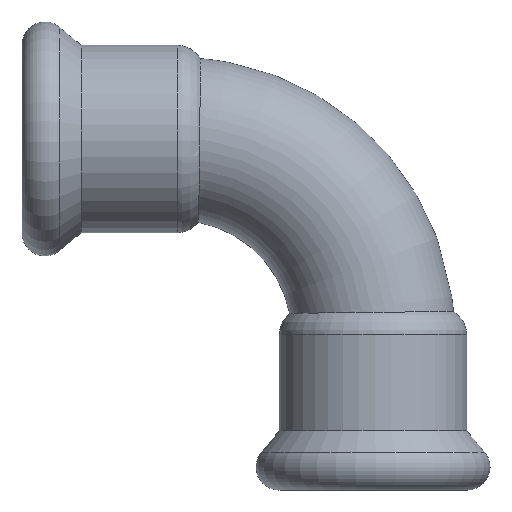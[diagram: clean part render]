
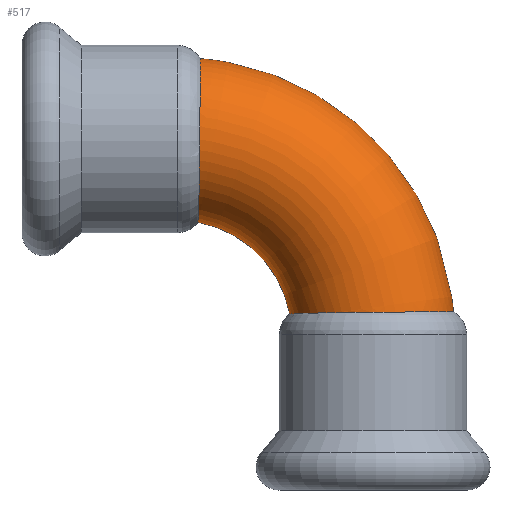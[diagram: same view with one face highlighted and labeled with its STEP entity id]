
A CAD part, front view. The second image highlights one B-rep face of the part: STEP entity #517.
In plain terms, the highlighted toroidal (fillet/blend) face has major radius 26.4 mm and minor radius 11 mm.
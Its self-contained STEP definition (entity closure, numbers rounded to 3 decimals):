
#36=B_SPLINE_CURVE_WITH_KNOTS('',3,(#780,#781,#782,#783,#784,#785,#786,
#787,#788,#789,#790,#791,#792,#793,#794,#795),.UNSPECIFIED.,.F.,.F.,(4,
2,2,2,2,2,2,4),(0.549,0.921,1.35,1.778,
2.207,2.637,3.069,3.456),
 .UNSPECIFIED.);
#37=B_SPLINE_CURVE_WITH_KNOTS('',3,(#797,#798,#799,#800,#801,#802,#803,
#804,#805,#806,#807,#808),.UNSPECIFIED.,.F.,.F.,(4,2,2,2,2,4),(-3.497,
-3.451,-3.017,-2.586,-2.161,
-1.757),.UNSPECIFIED.);
#38=B_SPLINE_CURVE_WITH_KNOTS('',3,(#809,#810,#811,#812,#813,#814,#815,
#816,#817,#818,#819,#820,#821,#822,#823,#824,#825,#826,#827),
 .UNSPECIFIED.,.F.,.F.,(4,2,2,2,2,3,2,2,4),(-1.757,-1.736,
-1.307,-0.872,-0.436,0.,0.245,
0.49,0.549),.UNSPECIFIED.);
#39=B_SPLINE_CURVE_WITH_KNOTS('',3,(#835,#836,#837,#838,#839,#840,#841,
#842,#843,#844,#845,#846,#847,#848),.UNSPECIFIED.,.F.,.F.,(4,2,2,2,2,2,
4),(-5.783,-5.604,-5.17,-4.735,
-4.302,-3.875,-3.477),.UNSPECIFIED.);
#40=B_SPLINE_CURVE_WITH_KNOTS('',3,(#850,#851,#852,#853,#854,#855,#856,
#857,#858,#859,#860,#861,#862,#863,#864,#865,#866,#867,#868,#869,#870,#871,
#872,#873,#874,#875,#876,#877,#878),.UNSPECIFIED.,.F.,.F.,(4,2,2,2,2,2,
2,2,2,3,2,2,2,4),(-3.477,-3.45,-3.022,-2.59,
-2.155,-1.72,-1.288,-0.858,
-0.428,0.,0.243,0.486,0.916,
1.169),.UNSPECIFIED.);
#66=TOROIDAL_SURFACE('',#578,26.4,11.);
#80=FACE_OUTER_BOUND('',#114,.T.);
#114=EDGE_LOOP('',(#337,#338,#339,#340,#341,#342,#343));
#173=CIRCLE('',#579,15.4);
#205=VERTEX_POINT('',#777);
#206=VERTEX_POINT('',#779);
#207=VERTEX_POINT('',#796);
#209=VERTEX_POINT('',#833);
#210=VERTEX_POINT('',#834);
#252=EDGE_CURVE('',#206,#205,#36,.F.);
#253=EDGE_CURVE('',#207,#206,#37,.F.);
#254=EDGE_CURVE('',#205,#207,#38,.F.);
#257=EDGE_CURVE('',#209,#210,#39,.T.);
#258=EDGE_CURVE('',#210,#207,#173,.T.);
#259=EDGE_CURVE('',#210,#209,#40,.T.);
#337=ORIENTED_EDGE('',*,*,#257,.T.);
#338=ORIENTED_EDGE('',*,*,#258,.T.);
#339=ORIENTED_EDGE('',*,*,#253,.T.);
#340=ORIENTED_EDGE('',*,*,#252,.T.);
#341=ORIENTED_EDGE('',*,*,#254,.T.);
#342=ORIENTED_EDGE('',*,*,#258,.F.);
#343=ORIENTED_EDGE('',*,*,#259,.T.);
#517=ADVANCED_FACE('',(#80),#66,.T.);
#578=AXIS2_PLACEMENT_3D('',#832,#651,#652);
#579=AXIS2_PLACEMENT_3D('',#849,#653,#654);
#651=DIRECTION('center_axis',(0.,-1.,0.));
#652=DIRECTION('ref_axis',(1.,0.,0.));
#653=DIRECTION('center_axis',(0.,1.,0.));
#654=DIRECTION('ref_axis',(1.,0.,0.));
#777=CARTESIAN_POINT('',(5.24,9.591,-23.358));
#779=CARTESIAN_POINT('',(-0.171,-11.,-23.402));
#780=CARTESIAN_POINT('Ctrl Pts',(5.24,9.591,-23.358));
#781=CARTESIAN_POINT('Ctrl Pts',(6.32,8.987,-23.35));
#782=CARTESIAN_POINT('Ctrl Pts',(7.291,8.206,-23.344));
#783=CARTESIAN_POINT('Ctrl Pts',(9.061,6.206,-23.334));
#784=CARTESIAN_POINT('Ctrl Pts',(9.791,4.961,-23.33));
#785=CARTESIAN_POINT('Ctrl Pts',(10.732,2.262,-23.325));
#786=CARTESIAN_POINT('Ctrl Pts',(10.934,0.834,-23.324));
#787=CARTESIAN_POINT('Ctrl Pts',(10.78,-2.019,-23.325));
#788=CARTESIAN_POINT('Ctrl Pts',(10.425,-3.418,-23.327));
#789=CARTESIAN_POINT('Ctrl Pts',(9.196,-6.003,-23.333));
#790=CARTESIAN_POINT('Ctrl Pts',(8.334,-7.164,-23.338));
#791=CARTESIAN_POINT('Ctrl Pts',(6.208,-9.096,-23.351));
#792=CARTESIAN_POINT('Ctrl Pts',(4.964,-9.845,-23.359));
#793=CARTESIAN_POINT('Ctrl Pts',(2.398,-10.776,-23.379));
#794=CARTESIAN_POINT('Ctrl Pts',(1.118,-11.,-23.389));
#795=CARTESIAN_POINT('Ctrl Pts',(-0.171,-11.,-23.402));
#796=CARTESIAN_POINT('',(-11.26,0.,-23.583));
#797=CARTESIAN_POINT('Ctrl Pts',(-0.171,-11.,-23.402));
#798=CARTESIAN_POINT('Ctrl Pts',(-0.325,-11.,-23.404));
#799=CARTESIAN_POINT('Ctrl Pts',(-0.479,-10.997,-23.405));
#800=CARTESIAN_POINT('Ctrl Pts',(-2.077,-10.93,-23.421));
#801=CARTESIAN_POINT('Ctrl Pts',(-3.497,-10.589,-23.438));
#802=CARTESIAN_POINT('Ctrl Pts',(-6.117,-9.388,-23.475));
#803=CARTESIAN_POINT('Ctrl Pts',(-7.295,-8.542,-23.495));
#804=CARTESIAN_POINT('Ctrl Pts',(-9.25,-6.462,-23.534));
#805=CARTESIAN_POINT('Ctrl Pts',(-10.015,-5.251,-23.551));
#806=CARTESIAN_POINT('Ctrl Pts',(-11.011,-2.674,-23.576));
#807=CARTESIAN_POINT('Ctrl Pts',(-11.26,-1.343,-23.583));
#808=CARTESIAN_POINT('Ctrl Pts',(-11.26,0.,
-23.583));
#809=CARTESIAN_POINT('Ctrl Pts',(-11.26,0.,
-23.583));
#810=CARTESIAN_POINT('Ctrl Pts',(-11.26,0.07,-23.583));
#811=CARTESIAN_POINT('Ctrl Pts',(-11.259,0.139,-23.583));
#812=CARTESIAN_POINT('Ctrl Pts',(-11.23,1.639,-23.582));
#813=CARTESIAN_POINT('Ctrl Pts',(-10.921,3.048,-23.573));
#814=CARTESIAN_POINT('Ctrl Pts',(-9.769,5.687,-23.546));
#815=CARTESIAN_POINT('Ctrl Pts',(-8.932,6.887,-23.527));
#816=CARTESIAN_POINT('Ctrl Pts',(-6.838,8.901,-23.487));
#817=CARTESIAN_POINT('Ctrl Pts',(-5.6,9.695,-23.467));
#818=CARTESIAN_POINT('Ctrl Pts',(-2.894,10.759,-23.431));
#819=CARTESIAN_POINT('Ctrl Pts',(-1.451,11.021,-23.415));
#820=CARTESIAN_POINT('Ctrl Pts',(0.,10.999,
-23.4));
#821=CARTESIAN_POINT('Ctrl Pts',(0.818,10.986,-23.392));
#822=CARTESIAN_POINT('Ctrl Pts',(1.632,10.883,-23.385));
#823=CARTESIAN_POINT('Ctrl Pts',(3.22,10.501,-23.372));
#824=CARTESIAN_POINT('Ctrl Pts',(3.99,10.223,-23.366));
#825=CARTESIAN_POINT('Ctrl Pts',(4.897,9.777,-23.36));
#826=CARTESIAN_POINT('Ctrl Pts',(5.07,9.686,-23.359));
#827=CARTESIAN_POINT('Ctrl Pts',(5.24,9.591,-23.358));
#832=CARTESIAN_POINT('Origin',(-26.4,0.,-26.4));
#833=CARTESIAN_POINT('',(-23.358,-9.591,5.24));
#834=CARTESIAN_POINT('',(-23.583,0.,-11.26));
#835=CARTESIAN_POINT('Ctrl Pts',(-23.358,-9.591,5.24));
#836=CARTESIAN_POINT('Ctrl Pts',(-23.361,-9.881,4.722));
#837=CARTESIAN_POINT('Ctrl Pts',(-23.365,-10.129,4.18));
#838=CARTESIAN_POINT('Ctrl Pts',(-23.38,-10.827,2.26));
#839=CARTESIAN_POINT('Ctrl Pts',(-23.392,-11.05,0.815));
#840=CARTESIAN_POINT('Ctrl Pts',(-23.421,-10.93,-2.081));
#841=CARTESIAN_POINT('Ctrl Pts',(-23.438,-10.587,-3.506));
#842=CARTESIAN_POINT('Ctrl Pts',(-23.476,-9.378,-6.135));
#843=CARTESIAN_POINT('Ctrl Pts',(-23.496,-8.526,-7.317));
#844=CARTESIAN_POINT('Ctrl Pts',(-23.534,-6.43,-9.275));
#845=CARTESIAN_POINT('Ctrl Pts',(-23.552,-5.21,-10.038));
#846=CARTESIAN_POINT('Ctrl Pts',(-23.576,-2.639,-11.018));
#847=CARTESIAN_POINT('Ctrl Pts',(-23.583,-1.325,-11.26));
#848=CARTESIAN_POINT('Ctrl Pts',(-23.583,0.,
-11.26));
#849=CARTESIAN_POINT('Origin',(-26.4,0.,-26.4));
#850=CARTESIAN_POINT('Ctrl Pts',(-23.583,0.,
-11.26));
#851=CARTESIAN_POINT('Ctrl Pts',(-23.583,0.089,-11.26));
#852=CARTESIAN_POINT('Ctrl Pts',(-23.583,0.177,-11.259));
#853=CARTESIAN_POINT('Ctrl Pts',(-23.582,1.692,-11.222));
#854=CARTESIAN_POINT('Ctrl Pts',(-23.573,3.095,-10.907));
#855=CARTESIAN_POINT('Ctrl Pts',(-23.545,5.719,-9.749));
#856=CARTESIAN_POINT('Ctrl Pts',(-23.526,6.91,-8.912));
#857=CARTESIAN_POINT('Ctrl Pts',(-23.487,8.911,-6.824));
#858=CARTESIAN_POINT('Ctrl Pts',(-23.467,9.7,-5.59));
#859=CARTESIAN_POINT('Ctrl Pts',(-23.431,10.759,-2.892));
#860=CARTESIAN_POINT('Ctrl Pts',(-23.415,11.02,-1.454));
#861=CARTESIAN_POINT('Ctrl Pts',(-23.386,10.977,1.435));
#862=CARTESIAN_POINT('Ctrl Pts',(-23.375,10.676,2.859));
#863=CARTESIAN_POINT('Ctrl Pts',(-23.355,9.547,5.504));
#864=CARTESIAN_POINT('Ctrl Pts',(-23.348,8.732,6.701));
#865=CARTESIAN_POINT('Ctrl Pts',(-23.336,6.692,8.713));
#866=CARTESIAN_POINT('Ctrl Pts',(-23.332,5.488,9.509));
#867=CARTESIAN_POINT('Ctrl Pts',(-23.326,2.843,10.594));
#868=CARTESIAN_POINT('Ctrl Pts',(-23.325,1.428,10.873));
#869=CARTESIAN_POINT('Ctrl Pts',(-23.325,0.,10.873));
#870=CARTESIAN_POINT('Ctrl Pts',(-23.325,-0.809,10.873));
#871=CARTESIAN_POINT('Ctrl Pts',(-23.325,-1.616,10.784));
#872=CARTESIAN_POINT('Ctrl Pts',(-23.327,-3.196,10.429));
#873=CARTESIAN_POINT('Ctrl Pts',(-23.328,-3.963,10.164));
#874=CARTESIAN_POINT('Ctrl Pts',(-23.333,-5.991,9.204));
#875=CARTESIAN_POINT('Ctrl Pts',(-23.338,-7.154,8.343));
#876=CARTESIAN_POINT('Ctrl Pts',(-23.348,-8.688,6.659));
#877=CARTESIAN_POINT('Ctrl Pts',(-23.353,-9.181,5.973));
#878=CARTESIAN_POINT('Ctrl Pts',(-23.358,-9.591,5.24));
